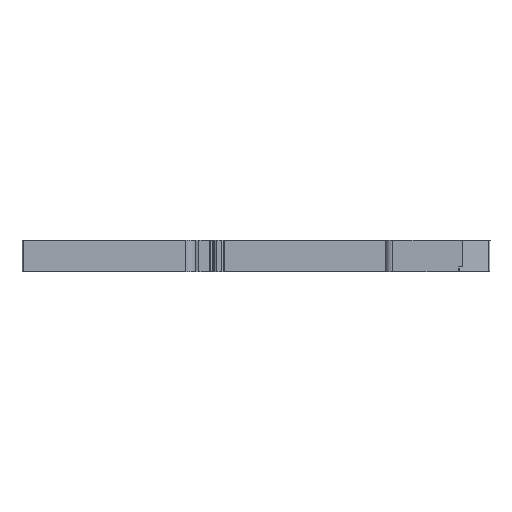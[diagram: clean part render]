
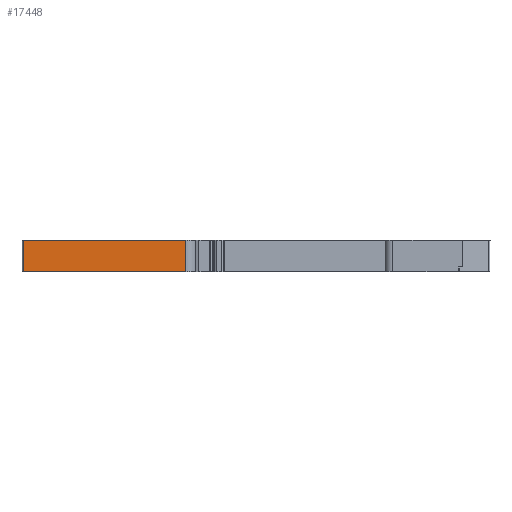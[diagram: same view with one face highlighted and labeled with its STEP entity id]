
A CAD part, front view. The second image highlights one B-rep face of the part: STEP entity #17448.
In plain terms, the highlighted planar face has unit normal (0, -1, 0).
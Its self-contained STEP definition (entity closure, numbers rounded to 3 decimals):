
#116 = PLANE('',#117);
#117 = AXIS2_PLACEMENT_3D('',#118,#119,#120);
#118 = CARTESIAN_POINT('',(16.342,0.499,6.1
    ));
#119 = DIRECTION('',(0.,0.,1.));
#120 = DIRECTION('',(1.,0.,0.));
#1795 = PLANE('',#1796);
#1796 = AXIS2_PLACEMENT_3D('',#1797,#1798,#1799);
#1797 = CARTESIAN_POINT('',(16.342,0.499,
    0.));
#1798 = DIRECTION('',(0.,0.,1.));
#1799 = DIRECTION('',(1.,0.,0.));
#1982 = VERTEX_POINT('',#1983);
#1983 = CARTESIAN_POINT('',(-22.91,-6.301,
    0.));
#1998 = CYLINDRICAL_SURFACE('',#1999,2.);
#1999 = AXIS2_PLACEMENT_3D('',#2000,#2001,#2002);
#2000 = CARTESIAN_POINT('',(-22.91,-4.301,
    6.1));
#2001 = DIRECTION('',(0.,0.,-1.));
#2002 = DIRECTION('',(-1.,0.,0.));
#2010 = EDGE_CURVE('',#2011,#1982,#2013,.T.);
#2011 = VERTEX_POINT('',#2012);
#2012 = CARTESIAN_POINT('',(-54.294,-6.301,
    0.));
#2013 = SURFACE_CURVE('',#2014,(#2018,#2025),.PCURVE_S1.);
#2014 = LINE('',#2015,#2016);
#2015 = CARTESIAN_POINT('',(-54.294,-6.301,
    0.));
#2016 = VECTOR('',#2017,1.);
#2017 = DIRECTION('',(1.,0.,0.));
#2018 = PCURVE('',#1795,#2019);
#2019 = DEFINITIONAL_REPRESENTATION('',(#2020),#2024);
#2020 = LINE('',#2021,#2022);
#2021 = CARTESIAN_POINT('',(-70.636,-6.8));
#2022 = VECTOR('',#2023,1.);
#2023 = DIRECTION('',(1.,0.));
#2024 = ( GEOMETRIC_REPRESENTATION_CONTEXT(2) 
PARAMETRIC_REPRESENTATION_CONTEXT() REPRESENTATION_CONTEXT('2D SPACE',''
  ) );
#2025 = PCURVE('',#2026,#2031);
#2026 = PLANE('',#2027);
#2027 = AXIS2_PLACEMENT_3D('',#2028,#2029,#2030);
#2028 = CARTESIAN_POINT('',(-54.294,-6.301,
    6.1));
#2029 = DIRECTION('',(0.,1.,0.));
#2030 = DIRECTION('',(-1.,0.,0.));
#2031 = DEFINITIONAL_REPRESENTATION('',(#2032),#2036);
#2032 = LINE('',#2033,#2034);
#2033 = CARTESIAN_POINT('',(0.,-6.1));
#2034 = VECTOR('',#2035,1.);
#2035 = DIRECTION('',(-1.,0.));
#2036 = ( GEOMETRIC_REPRESENTATION_CONTEXT(2) 
PARAMETRIC_REPRESENTATION_CONTEXT() REPRESENTATION_CONTEXT('2D SPACE',''
  ) );
#2055 = CYLINDRICAL_SURFACE('',#2056,0.3);
#2056 = AXIS2_PLACEMENT_3D('',#2057,#2058,#2059);
#2057 = CARTESIAN_POINT('',(-54.294,-6.001,
    6.1));
#2058 = DIRECTION('',(0.,0.,-1.));
#2059 = DIRECTION('',(-1.,0.,0.));
#9781 = VERTEX_POINT('',#9782);
#9782 = CARTESIAN_POINT('',(-54.294,-6.301,
    6.1));
#9804 = EDGE_CURVE('',#9781,#9805,#9807,.T.);
#9805 = VERTEX_POINT('',#9806);
#9806 = CARTESIAN_POINT('',(-22.91,-6.301,
    6.1));
#9807 = SURFACE_CURVE('',#9808,(#9812,#9819),.PCURVE_S1.);
#9808 = LINE('',#9809,#9810);
#9809 = CARTESIAN_POINT('',(-54.294,-6.301,
    6.1));
#9810 = VECTOR('',#9811,1.);
#9811 = DIRECTION('',(1.,0.,0.));
#9812 = PCURVE('',#116,#9813);
#9813 = DEFINITIONAL_REPRESENTATION('',(#9814),#9818);
#9814 = LINE('',#9815,#9816);
#9815 = CARTESIAN_POINT('',(-70.636,-6.8));
#9816 = VECTOR('',#9817,1.);
#9817 = DIRECTION('',(1.,0.));
#9818 = ( GEOMETRIC_REPRESENTATION_CONTEXT(2) 
PARAMETRIC_REPRESENTATION_CONTEXT() REPRESENTATION_CONTEXT('2D SPACE',''
  ) );
#9819 = PCURVE('',#2026,#9820);
#9820 = DEFINITIONAL_REPRESENTATION('',(#9821),#9825);
#9821 = LINE('',#9822,#9823);
#9822 = CARTESIAN_POINT('',(0.,0.));
#9823 = VECTOR('',#9824,1.);
#9824 = DIRECTION('',(-1.,0.));
#9825 = ( GEOMETRIC_REPRESENTATION_CONTEXT(2) 
PARAMETRIC_REPRESENTATION_CONTEXT() REPRESENTATION_CONTEXT('2D SPACE',''
  ) );
#17428 = EDGE_CURVE('',#9805,#1982,#17429,.T.);
#17429 = SURFACE_CURVE('',#17430,(#17434,#17441),.PCURVE_S1.);
#17430 = LINE('',#17431,#17432);
#17431 = CARTESIAN_POINT('',(-22.91,-6.301,
    6.1));
#17432 = VECTOR('',#17433,1.);
#17433 = DIRECTION('',(0.,0.,-1.));
#17434 = PCURVE('',#1998,#17435);
#17435 = DEFINITIONAL_REPRESENTATION('',(#17436),#17440);
#17436 = LINE('',#17437,#17438);
#17437 = CARTESIAN_POINT('',(4.712,0.));
#17438 = VECTOR('',#17439,1.);
#17439 = DIRECTION('',(0.,1.));
#17440 = ( GEOMETRIC_REPRESENTATION_CONTEXT(2) 
PARAMETRIC_REPRESENTATION_CONTEXT() REPRESENTATION_CONTEXT('2D SPACE',''
  ) );
#17441 = PCURVE('',#2026,#17442);
#17442 = DEFINITIONAL_REPRESENTATION('',(#17443),#17447);
#17443 = LINE('',#17444,#17445);
#17444 = CARTESIAN_POINT('',(-31.383,0.));
#17445 = VECTOR('',#17446,1.);
#17446 = DIRECTION('',(0.,-1.));
#17447 = ( GEOMETRIC_REPRESENTATION_CONTEXT(2) 
PARAMETRIC_REPRESENTATION_CONTEXT() REPRESENTATION_CONTEXT('2D SPACE',''
  ) );
#17448 = ADVANCED_FACE('',(#17449),#2026,.F.);
#17449 = FACE_BOUND('',#17450,.T.);
#17450 = EDGE_LOOP('',(#17451,#17452,#17453,#17454));
#17451 = ORIENTED_EDGE('',*,*,#2010,.T.);
#17452 = ORIENTED_EDGE('',*,*,#17428,.F.);
#17453 = ORIENTED_EDGE('',*,*,#9804,.F.);
#17454 = ORIENTED_EDGE('',*,*,#17455,.T.);
#17455 = EDGE_CURVE('',#9781,#2011,#17456,.T.);
#17456 = SURFACE_CURVE('',#17457,(#17461,#17468),.PCURVE_S1.);
#17457 = LINE('',#17458,#17459);
#17458 = CARTESIAN_POINT('',(-54.294,-6.301,
    6.1));
#17459 = VECTOR('',#17460,1.);
#17460 = DIRECTION('',(0.,0.,-1.));
#17461 = PCURVE('',#2026,#17462);
#17462 = DEFINITIONAL_REPRESENTATION('',(#17463),#17467);
#17463 = LINE('',#17464,#17465);
#17464 = CARTESIAN_POINT('',(0.,0.));
#17465 = VECTOR('',#17466,1.);
#17466 = DIRECTION('',(0.,-1.));
#17467 = ( GEOMETRIC_REPRESENTATION_CONTEXT(2) 
PARAMETRIC_REPRESENTATION_CONTEXT() REPRESENTATION_CONTEXT('2D SPACE',''
  ) );
#17468 = PCURVE('',#2055,#17469);
#17469 = DEFINITIONAL_REPRESENTATION('',(#17470),#17474);
#17470 = LINE('',#17471,#17472);
#17471 = CARTESIAN_POINT('',(4.712,0.));
#17472 = VECTOR('',#17473,1.);
#17473 = DIRECTION('',(0.,1.));
#17474 = ( GEOMETRIC_REPRESENTATION_CONTEXT(2) 
PARAMETRIC_REPRESENTATION_CONTEXT() REPRESENTATION_CONTEXT('2D SPACE',''
  ) );
